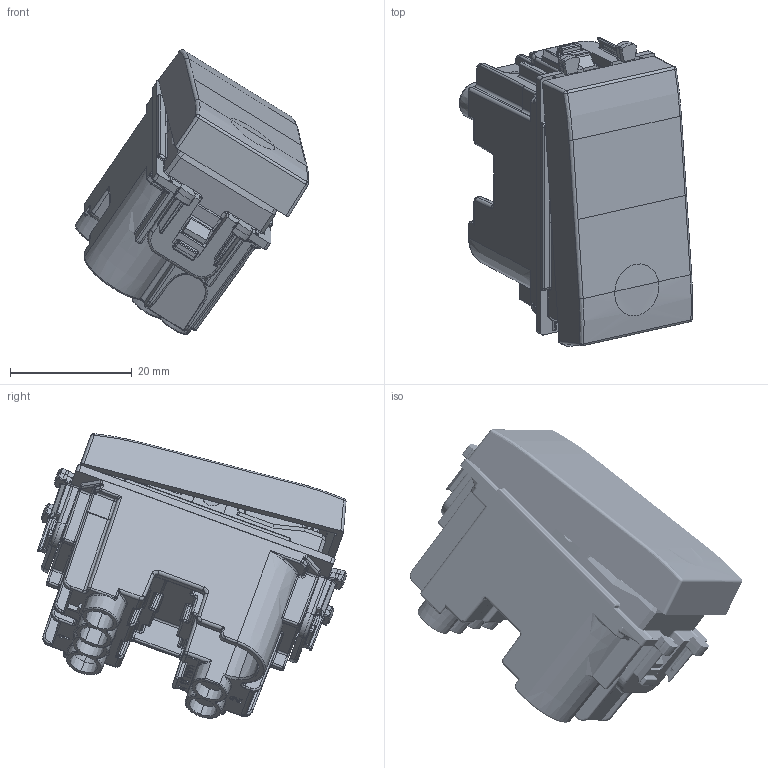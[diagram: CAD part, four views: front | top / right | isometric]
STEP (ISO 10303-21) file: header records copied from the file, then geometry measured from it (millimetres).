
FILE_DESCRIPTION(('CATIA V5 STEP Exchange'),'2;1');
FILE_NAME('441005SL.stp','2024-02-15T14:34:07+00:00',('none'),('none'),'CATIA Version 5-6 Release 2016 SP6','CATIA V5 STEP AP203','none');
FILE_SCHEMA(('CONFIG_CONTROL_DESIGN'));
Products named in the file (1): 441005SL
Assembly tree (10 placements, depth 2):
  441005SL
    #57
    #54987
    #109992
    #139527
    #186988
    #189558
    #191213  x2
    #193126  x2
Bounding box: 38.22 x 50.65 x 46.66 mm (x, y, z)
Volume: 13654.1 mm3; surface area: 23046.1 mm2
Topology: 12 solids, 12 shells, 5430 faces, 14115 edges, 8500 vertices
Faces by surface type: cylinder 2379, plane 1903, bspline 621, sphere 206, cone 192, torus 89, extrusion 36, revolution 4
Entity records: 193963 total; most frequent: CARTESIAN_POINT 86439, ORIENTED_EDGE 27292, DIRECTION 13743, EDGE_CURVE 13646, VERTEX_POINT 8354, VECTOR 6264, LINE 6228, B_SPLINE_CURVE_WITH_KNOTS 5789
